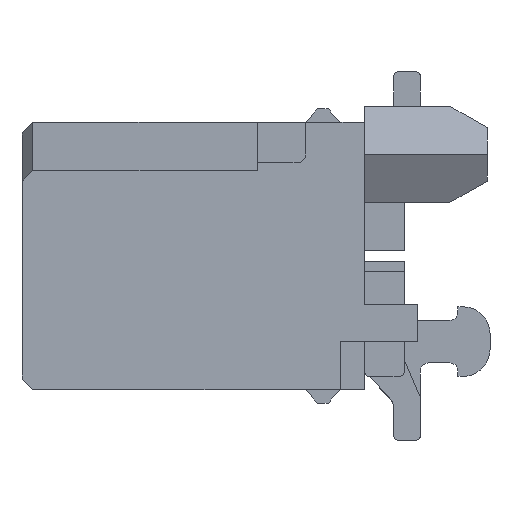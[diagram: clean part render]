
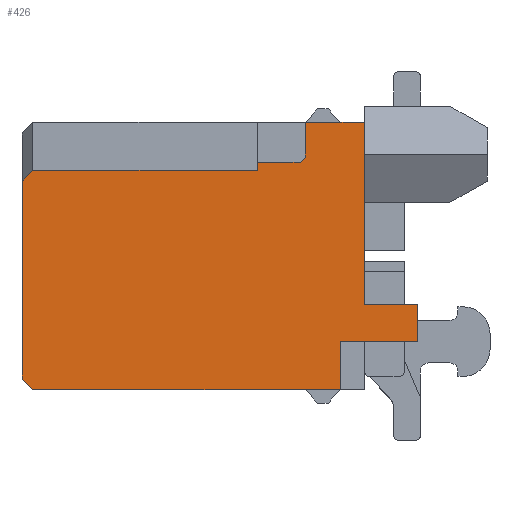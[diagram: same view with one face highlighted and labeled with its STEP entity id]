
A CAD part, left-side view. The second image highlights one B-rep face of the part: STEP entity #426.
In plain terms, the highlighted planar face has unit normal (-1, 0, 0).
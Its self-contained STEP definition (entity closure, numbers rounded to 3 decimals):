
#299=CARTESIAN_POINT('',(-18.4,1.,-2.5));
#300=DIRECTION('',(0.,-1.,0.));
#301=DIRECTION('',(-1.,0.,0.));
#302=AXIS2_PLACEMENT_3D('',#299,#301,#300);
#303=PLANE('',#302);
#304=CARTESIAN_POINT('',(-18.4,1.,1.75));
#305=VERTEX_POINT('',#304);
#306=CARTESIAN_POINT('',(-18.4,1.,1.6));
#307=VERTEX_POINT('',#306);
#308=CARTESIAN_POINT('',(-18.4,1.,1.75));
#309=DIRECTION('',(0.,0.,-1.));
#310=VECTOR('',#309,0.15);
#311=LINE('',#308,#310);
#312=EDGE_CURVE('',#305,#307,#311,.T.);
#313=ORIENTED_EDGE('',*,*,#312,.T.);
#314=CARTESIAN_POINT('',(-18.4,5.2,1.6));
#315=VERTEX_POINT('',#314);
#316=CARTESIAN_POINT('',(-18.4,1.,1.6));
#317=DIRECTION('',(0.,1.,0.));
#318=VECTOR('',#317,4.2);
#319=LINE('',#316,#318);
#320=EDGE_CURVE('',#307,#315,#319,.T.);
#321=ORIENTED_EDGE('',*,*,#320,.T.);
#322=CARTESIAN_POINT('',(-18.4,5.4,1.4));
#323=VERTEX_POINT('',#322);
#324=CARTESIAN_POINT('',(-18.4,5.2,1.6));
#325=DIRECTION('',(0.,0.707,-0.707));
#326=VECTOR('',#325,0.283);
#327=LINE('',#324,#326);
#328=EDGE_CURVE('',#315,#323,#327,.T.);
#329=ORIENTED_EDGE('',*,*,#328,.T.);
#330=CARTESIAN_POINT('',(-18.4,5.4,-2.3));
#331=VERTEX_POINT('',#330);
#332=CARTESIAN_POINT('',(-18.4,5.4,1.4));
#333=DIRECTION('',(0.,0.,-1.));
#334=VECTOR('',#333,3.7);
#335=LINE('',#332,#334);
#336=EDGE_CURVE('',#323,#331,#335,.T.);
#337=ORIENTED_EDGE('',*,*,#336,.T.);
#338=CARTESIAN_POINT('',(-18.4,5.2,-2.5));
#339=VERTEX_POINT('',#338);
#340=CARTESIAN_POINT('',(-18.4,5.4,-2.3));
#341=DIRECTION('',(0.,-0.707,-0.707));
#342=VECTOR('',#341,0.283);
#343=LINE('',#340,#342);
#344=EDGE_CURVE('',#331,#339,#343,.T.);
#345=ORIENTED_EDGE('',*,*,#344,.T.);
#346=CARTESIAN_POINT('',(-18.4,-0.55,-2.5));
#347=VERTEX_POINT('',#346);
#348=CARTESIAN_POINT('',(-18.4,-0.55,-2.5));
#349=DIRECTION('',(0.,1.,0.));
#350=VECTOR('',#349,5.75);
#351=LINE('',#348,#350);
#352=EDGE_CURVE('',#347,#339,#351,.T.);
#353=ORIENTED_EDGE('',*,*,#352,.F.);
#354=CARTESIAN_POINT('',(-18.4,-0.55,-1.6));
#355=VERTEX_POINT('',#354);
#356=CARTESIAN_POINT('',(-18.4,-0.55,-1.6));
#357=DIRECTION('',(0.,0.,-1.));
#358=VECTOR('',#357,0.9);
#359=LINE('',#356,#358);
#360=EDGE_CURVE('',#355,#347,#359,.T.);
#361=ORIENTED_EDGE('',*,*,#360,.F.);
#362=CARTESIAN_POINT('',(-18.4,-2.,-1.6));
#363=VERTEX_POINT('',#362);
#364=CARTESIAN_POINT('',(-18.4,-0.55,-1.6));
#365=DIRECTION('',(0.,-1.,0.));
#366=VECTOR('',#365,1.45);
#367=LINE('',#364,#366);
#368=EDGE_CURVE('',#355,#363,#367,.T.);
#369=ORIENTED_EDGE('',*,*,#368,.T.);
#370=CARTESIAN_POINT('',(-18.4,-2.,-0.9));
#371=VERTEX_POINT('',#370);
#372=CARTESIAN_POINT('',(-18.4,-2.,-1.6));
#373=DIRECTION('',(0.,0.,1.));
#374=VECTOR('',#373,0.7);
#375=LINE('',#372,#374);
#376=EDGE_CURVE('',#363,#371,#375,.T.);
#377=ORIENTED_EDGE('',*,*,#376,.T.);
#378=CARTESIAN_POINT('',(-18.4,-1.,-0.9));
#379=VERTEX_POINT('',#378);
#380=CARTESIAN_POINT('',(-18.4,-2.,-0.9));
#381=DIRECTION('',(0.,1.,0.));
#382=VECTOR('',#381,1.);
#383=LINE('',#380,#382);
#384=EDGE_CURVE('',#371,#379,#383,.T.);
#385=ORIENTED_EDGE('',*,*,#384,.T.);
#386=CARTESIAN_POINT('',(-18.4,-1.,2.5));
#387=VERTEX_POINT('',#386);
#388=CARTESIAN_POINT('',(-18.4,-1.,-0.9));
#389=DIRECTION('',(0.,0.,1.));
#390=VECTOR('',#389,3.4);
#391=LINE('',#388,#390);
#392=EDGE_CURVE('',#379,#387,#391,.T.);
#393=ORIENTED_EDGE('',*,*,#392,.T.);
#394=CARTESIAN_POINT('',(-18.4,0.1,2.5));
#395=VERTEX_POINT('',#394);
#396=CARTESIAN_POINT('',(-18.4,-1.,2.5));
#397=DIRECTION('',(0.,1.,0.));
#398=VECTOR('',#397,1.1);
#399=LINE('',#396,#398);
#400=EDGE_CURVE('',#387,#395,#399,.T.);
#401=ORIENTED_EDGE('',*,*,#400,.T.);
#402=CARTESIAN_POINT('',(-18.4,0.1,1.85));
#403=VERTEX_POINT('',#402);
#404=CARTESIAN_POINT('',(-18.4,0.1,2.5));
#405=DIRECTION('',(0.,0.,-1.));
#406=VECTOR('',#405,0.65);
#407=LINE('',#404,#406);
#408=EDGE_CURVE('',#395,#403,#407,.T.);
#409=ORIENTED_EDGE('',*,*,#408,.T.);
#410=CARTESIAN_POINT('',(-18.4,0.2,1.75));
#411=VERTEX_POINT('',#410);
#412=CARTESIAN_POINT('',(-18.4,0.1,1.85));
#413=DIRECTION('',(0.,0.707,-0.707));
#414=VECTOR('',#413,0.141);
#415=LINE('',#412,#414);
#416=EDGE_CURVE('',#403,#411,#415,.T.);
#417=ORIENTED_EDGE('',*,*,#416,.T.);
#418=CARTESIAN_POINT('',(-18.4,0.2,1.75));
#419=DIRECTION('',(0.,1.,0.));
#420=VECTOR('',#419,0.8);
#421=LINE('',#418,#420);
#422=EDGE_CURVE('',#411,#305,#421,.T.);
#423=ORIENTED_EDGE('',*,*,#422,.T.);
#424=EDGE_LOOP('',(#313,#321,#329,#337,#345,#353,#361,#369,#377,#385,#393,#401,#409,#417,#423));
#425=FACE_OUTER_BOUND('',#424,.T.);
#426=ADVANCED_FACE('',(#425),#303,.T.);
